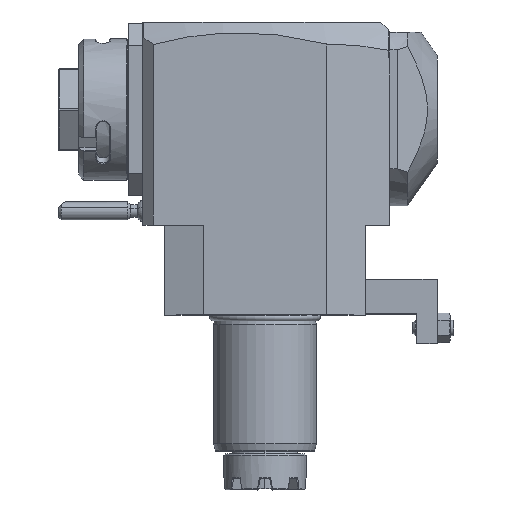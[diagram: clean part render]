
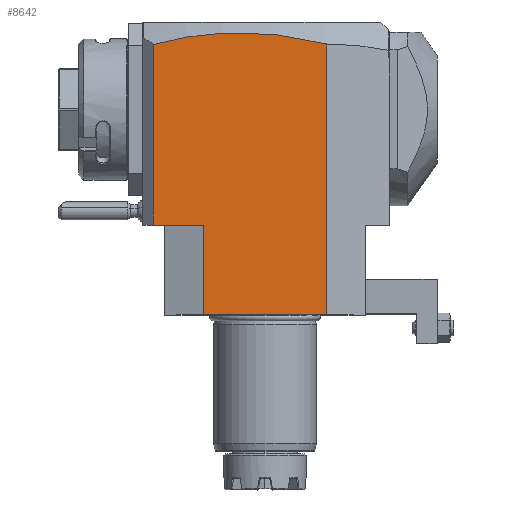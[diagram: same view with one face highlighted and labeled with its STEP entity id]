
A CAD part, top view. The second image highlights one B-rep face of the part: STEP entity #8642.
In plain terms, the highlighted planar face has unit normal (0, 0, 1).
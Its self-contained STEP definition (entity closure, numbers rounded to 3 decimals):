
#1=DIRECTION('',(-1.,0.,0.));
#2=VECTOR('',#1,48.);
#3=CARTESIAN_POINT('',(24.,0.,37.5));
#4=LINE('',#3,#2);
#43=DIRECTION('',(-1.,0.,0.));
#44=VECTOR('',#43,19.5);
#45=CARTESIAN_POINT('',(-24.,35.,37.5));
#46=LINE('',#45,#44);
#47=DIRECTION('',(0.,1.,0.));
#48=VECTOR('',#47,70.258);
#49=CARTESIAN_POINT('',(-43.5,35.,37.5));
#50=LINE('',#49,#48);
#51=CARTESIAN_POINT('',(24.,105.435,37.5));
#52=CARTESIAN_POINT('',(18.371,106.939,37.5));
#53=CARTESIAN_POINT('',(7.115,109.162,37.5));
#54=CARTESIAN_POINT('',(-9.762,110.233,37.5));
#55=CARTESIAN_POINT('',(-26.635,109.072,37.5));
#56=CARTESIAN_POINT('',(-37.879,106.791,37.5));
#57=CARTESIAN_POINT('',(-43.5,105.258,37.5));
#59=DIRECTION('',(0.,-1.,0.));
#60=VECTOR('',#59,105.435);
#61=CARTESIAN_POINT('',(24.,105.435,37.5));
#62=LINE('',#61,#60);
#4867=DIRECTION('',(0.,-1.,0.));
#4868=VECTOR('',#4867,35.);
#4869=CARTESIAN_POINT('',(-24.,35.,37.5));
#4870=LINE('',#4869,#4868);
#7983=VERTEX_POINT('',#51);
#7984=VERTEX_POINT('',#57);
#8310=CARTESIAN_POINT('',(-43.5,35.,37.5));
#8312=VERTEX_POINT('',#8310);
#8350=CARTESIAN_POINT('',(24.,0.,37.5));
#8351=CARTESIAN_POINT('',(-24.,0.,37.5));
#8352=VERTEX_POINT('',#8350);
#8353=VERTEX_POINT('',#8351);
#8584=CARTESIAN_POINT('',(-24.,35.,37.5));
#8585=VERTEX_POINT('',#8584);
#8624=CARTESIAN_POINT('',(-39.202,35.,37.5));
#8625=DIRECTION('',(0.,0.,1.));
#8626=DIRECTION('',(1.,0.,0.));
#8627=AXIS2_PLACEMENT_3D('',#8624,#8625,#8626);
#8628=PLANE('',#8627);
#8630=ORIENTED_EDGE('',*,*,#8629,.T.);
#8632=ORIENTED_EDGE('',*,*,#8631,.T.);
#8634=ORIENTED_EDGE('',*,*,#8633,.F.);
#8636=ORIENTED_EDGE('',*,*,#8635,.T.);
#8637=ORIENTED_EDGE('',*,*,#8593,.T.);
#8639=ORIENTED_EDGE('',*,*,#8638,.F.);
#8640=EDGE_LOOP('',(#8630,#8632,#8634,#8636,#8637,#8639));
#8641=FACE_OUTER_BOUND('',#8640,.F.);
#58=B_SPLINE_CURVE_WITH_KNOTS('',3,(#51,#52,#53,#54,#55,#56,#57),.UNSPECIFIED.,
.F.,.F.,(4,1,1,1,4),(0.,0.25,0.5,0.75,1.),.UNSPECIFIED.);
#8593=EDGE_CURVE('',#8352,#8353,#4,.T.);
#8629=EDGE_CURVE('',#8585,#8312,#46,.T.);
#8631=EDGE_CURVE('',#8312,#7984,#50,.T.);
#8633=EDGE_CURVE('',#7983,#7984,#58,.T.);
#8635=EDGE_CURVE('',#7983,#8352,#62,.T.);
#8638=EDGE_CURVE('',#8585,#8353,#4870,.T.);
#8642=ADVANCED_FACE('',(#8641),#8628,.T.);
